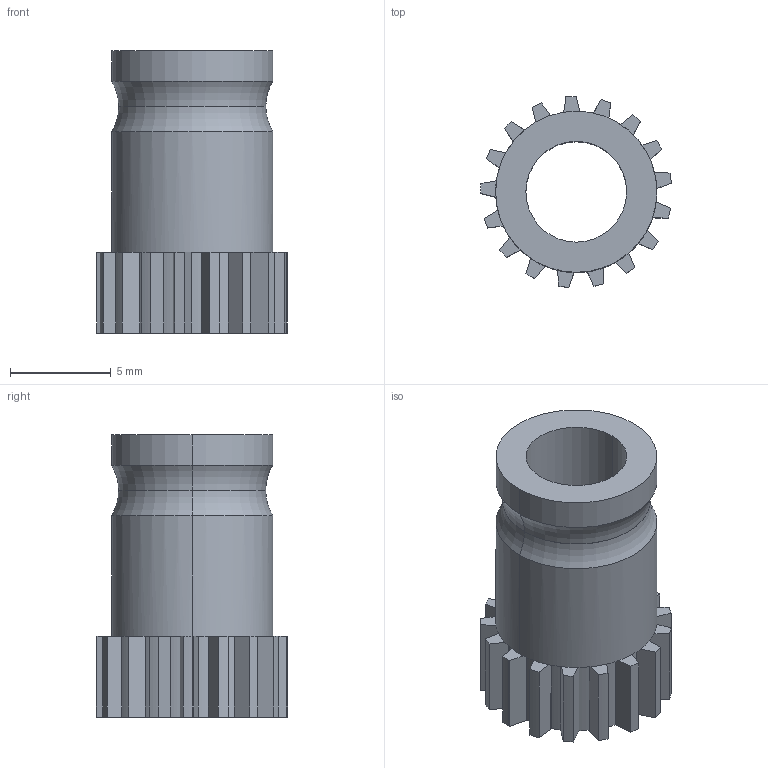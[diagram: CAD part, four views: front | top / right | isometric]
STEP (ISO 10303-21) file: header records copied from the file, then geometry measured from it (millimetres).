
FILE_DESCRIPTION (( 'STEP AP203' ), '1' );
FILE_NAME ('feeder_gear_main.STEP', '2022-02-13T11:22:05', ( '' ), ( '' ), 'SwSTEP 2.0', 'SolidWorks 2020', '' );
FILE_SCHEMA (( 'CONFIG_CONTROL_DESIGN' ));
Length unit declared in the file: millimetre
Products named in the file (1): feeder_gear_main
Bounding box: 9.47 x 9.48 x 14 mm (x, y, z)
Volume: 439.9 mm3; surface area: 752.6 mm2
Topology: 1 solids, 1 shells, 131 faces, 345 edges, 216 vertices
Faces by surface type: plane 93, cylinder 34, torus 4
Entity records: 4090 total; most frequent: DIRECTION 715, CARTESIAN_POINT 693, ORIENTED_EDGE 690, EDGE_CURVE 345, VECTOR 239, LINE 239, AXIS2_PLACEMENT_3D 238, VERTEX_POINT 216
